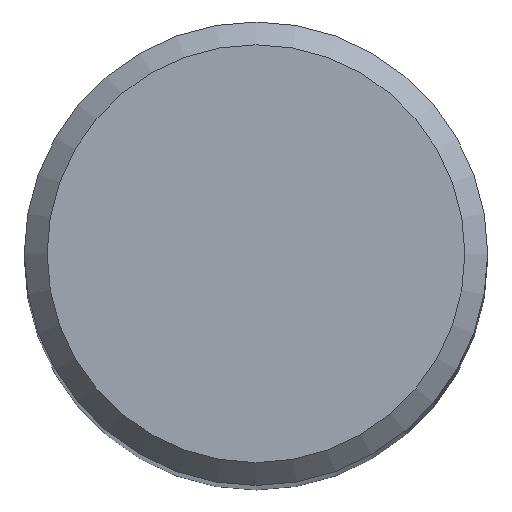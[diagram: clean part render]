
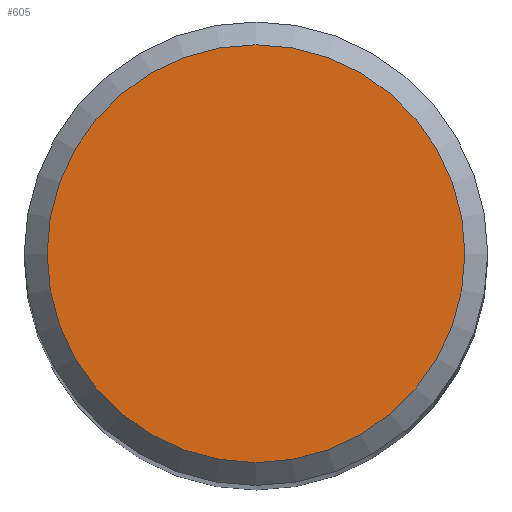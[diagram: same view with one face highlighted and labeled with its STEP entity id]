
A CAD part, top view. The second image highlights one B-rep face of the part: STEP entity #605.
In plain terms, the highlighted planar face has unit normal (0, 0, 1).
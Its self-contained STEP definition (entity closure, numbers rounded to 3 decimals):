
#280=FACE_OUTER_BOUND('',#1174,.T.);
#605=ADVANCED_FACE('',(#280),#809,.T.);
#809=PLANE('',#4039);
#939=CIRCLE('',#4038,14.425);
#1174=EDGE_LOOP('',(#1717));
#1717=ORIENTED_EDGE('',*,*,#3039,.T.);
#2656=VERTEX_POINT('',#6031);
#3039=EDGE_CURVE('',#2656,#2656,#939,.T.);
#4038=AXIS2_PLACEMENT_3D('',#6030,#4622,#4623);
#4039=AXIS2_PLACEMENT_3D('',#6032,#4624,#4625);
#4622=DIRECTION('',(0.,0.,1.));
#4623=DIRECTION('',(0.,-1.,0.));
#4624=DIRECTION('',(0.,0.,1.));
#4625=DIRECTION('',(0.,-1.,0.));
#6030=CARTESIAN_POINT('',(0.,0.,0.));
#6031=CARTESIAN_POINT('',(0.,-14.425,0.));
#6032=CARTESIAN_POINT('',(0.,0.,0.));
